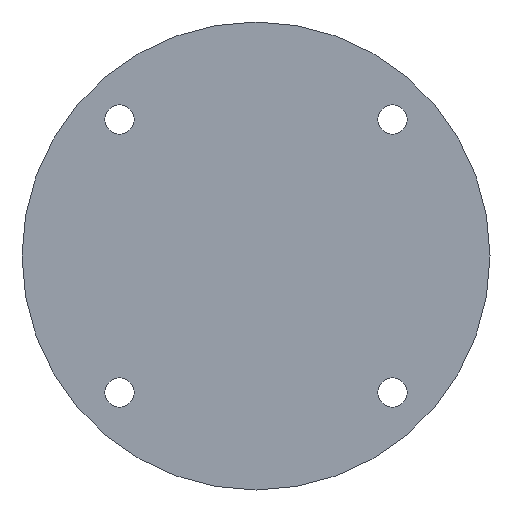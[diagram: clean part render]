
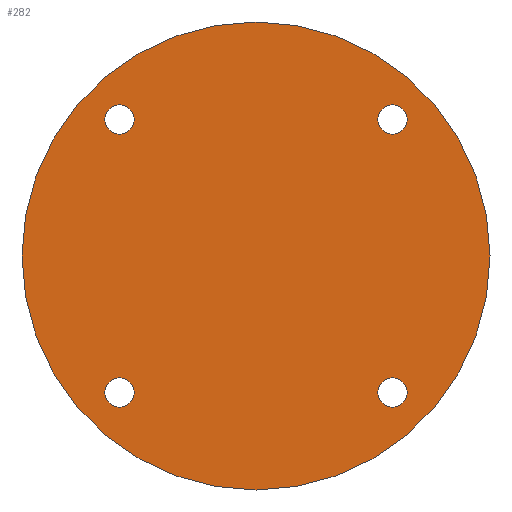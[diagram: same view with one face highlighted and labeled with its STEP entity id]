
A CAD part, front view. The second image highlights one B-rep face of the part: STEP entity #282.
In plain terms, the highlighted planar face has unit normal (0, -1, 0).
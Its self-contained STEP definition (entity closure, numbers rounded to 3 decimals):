
#2 = ORIENTED_EDGE ( 'NONE', *, *, #356, .F. ) ;
#7 = EDGE_CURVE ( 'NONE', #443, #619, #289, .T. ) ;
#15 = VERTEX_POINT ( 'NONE', #641 ) ;
#23 = AXIS2_PLACEMENT_3D ( 'NONE', #558, #460, #353 ) ;
#33 = FACE_BOUND ( 'NONE', #178, .T. ) ;
#35 = VERTEX_POINT ( 'NONE', #54 ) ;
#38 = EDGE_CURVE ( 'NONE', #585, #176, #394, .T. ) ;
#44 = DIRECTION ( 'NONE',  ( 0., -1., 0. ) ) ;
#49 = DIRECTION ( 'NONE',  ( 0., -1., 0. ) ) ;
#54 = CARTESIAN_POINT ( 'NONE',  ( -14., 0., 15.5 ) ) ;
#59 = ORIENTED_EDGE ( 'NONE', *, *, #553, .F. ) ;
#71 = ORIENTED_EDGE ( 'NONE', *, *, #514, .F. ) ;
#88 = PLANE ( 'NONE',  #406 ) ;
#90 = ORIENTED_EDGE ( 'NONE', *, *, #290, .F. ) ;
#104 = AXIS2_PLACEMENT_3D ( 'NONE', #467, #693, #488 ) ;
#116 = CARTESIAN_POINT ( 'NONE',  ( 14., 0., 14. ) ) ;
#124 = DIRECTION ( 'NONE',  ( 0., 1., 0. ) ) ;
#146 = CIRCLE ( 'NONE', #503, 1.5 ) ;
#147 = EDGE_CURVE ( 'NONE', #15, #329, #275, .T. ) ;
#164 = CIRCLE ( 'NONE', #23, 1.5 ) ;
#171 = DIRECTION ( 'NONE',  ( 0., 0., 1. ) ) ;
#176 = VERTEX_POINT ( 'NONE', #395 ) ;
#178 = EDGE_LOOP ( 'NONE', ( #288, #626 ) ) ;
#183 = CARTESIAN_POINT ( 'NONE',  ( -14., 0., -12.5 ) ) ;
#189 = DIRECTION ( 'NONE',  ( 0., 1., 0. ) ) ;
#198 = DIRECTION ( 'NONE',  ( 0., 0., -1. ) ) ;
#200 = DIRECTION ( 'NONE',  ( 0., 0., -1. ) ) ;
#217 = CARTESIAN_POINT ( 'NONE',  ( -14., 0., -14. ) ) ;
#229 = EDGE_CURVE ( 'NONE', #329, #15, #354, .T. ) ;
#243 = ORIENTED_EDGE ( 'NONE', *, *, #425, .F. ) ;
#248 = DIRECTION ( 'NONE',  ( 0., 0., -1. ) ) ;
#249 = CARTESIAN_POINT ( 'NONE',  ( 14., 0., 12.5 ) ) ;
#250 = DIRECTION ( 'NONE',  ( 0., 0., -1. ) ) ;
#253 = CARTESIAN_POINT ( 'NONE',  ( -14., 0., 14. ) ) ;
#274 = EDGE_LOOP ( 'NONE', ( #90, #59 ) ) ;
#275 = CIRCLE ( 'NONE', #686, 24. ) ;
#276 = CIRCLE ( 'NONE', #402, 1.5 ) ;
#281 = FACE_BOUND ( 'NONE', #508, .T. ) ;
#282 = ADVANCED_FACE ( 'NONE', ( #281, #295, #404, #33, #504 ), #88, .F. ) ;
#285 = VERTEX_POINT ( 'NONE', #455 ) ;
#288 = ORIENTED_EDGE ( 'NONE', *, *, #384, .F. ) ;
#289 = CIRCLE ( 'NONE', #669, 1.5 ) ;
#290 = EDGE_CURVE ( 'NONE', #447, #285, #164, .T. ) ;
#295 = FACE_OUTER_BOUND ( 'NONE', #649, .T. ) ;
#306 = DIRECTION ( 'NONE',  ( 0., -1., 0. ) ) ;
#312 = VERTEX_POINT ( 'NONE', #344 ) ;
#317 = AXIS2_PLACEMENT_3D ( 'NONE', #253, #578, #248 ) ;
#329 = VERTEX_POINT ( 'NONE', #684 ) ;
#338 = ORIENTED_EDGE ( 'NONE', *, *, #147, .F. ) ;
#344 = CARTESIAN_POINT ( 'NONE',  ( -14., 0., 12.5 ) ) ;
#347 = ORIENTED_EDGE ( 'NONE', *, *, #229, .F. ) ;
#352 = AXIS2_PLACEMENT_3D ( 'NONE', #375, #522, #250 ) ;
#353 = DIRECTION ( 'NONE',  ( 0., 0., -1. ) ) ;
#354 = CIRCLE ( 'NONE', #436, 24. ) ;
#356 = EDGE_CURVE ( 'NONE', #35, #312, #468, .T. ) ;
#357 = DIRECTION ( 'NONE',  ( 0., 0., -1. ) ) ;
#375 = CARTESIAN_POINT ( 'NONE',  ( 14., 0., 14. ) ) ;
#377 = CIRCLE ( 'NONE', #687, 1.5 ) ;
#384 = EDGE_CURVE ( 'NONE', #619, #443, #146, .T. ) ;
#385 = CARTESIAN_POINT ( 'NONE',  ( 0., 0., 0. ) ) ;
#394 = CIRCLE ( 'NONE', #352, 1.5 ) ;
#395 = CARTESIAN_POINT ( 'NONE',  ( 14., 0., 15.5 ) ) ;
#402 = AXIS2_PLACEMENT_3D ( 'NONE', #116, #306, #651 ) ;
#404 = FACE_BOUND ( 'NONE', #527, .T. ) ;
#406 = AXIS2_PLACEMENT_3D ( 'NONE', #680, #189, #688 ) ;
#410 = CARTESIAN_POINT ( 'NONE',  ( 14., 0., -15.5 ) ) ;
#412 = DIRECTION ( 'NONE',  ( 0., 0., 1. ) ) ;
#425 = EDGE_CURVE ( 'NONE', #312, #35, #635, .T. ) ;
#436 = AXIS2_PLACEMENT_3D ( 'NONE', #385, #604, #412 ) ;
#443 = VERTEX_POINT ( 'NONE', #183 ) ;
#447 = VERTEX_POINT ( 'NONE', #410 ) ;
#455 = CARTESIAN_POINT ( 'NONE',  ( 14., 0., -12.5 ) ) ;
#460 = DIRECTION ( 'NONE',  ( 0., -1., 0. ) ) ;
#461 = ORIENTED_EDGE ( 'NONE', *, *, #38, .F. ) ;
#467 = CARTESIAN_POINT ( 'NONE',  ( -14., 0., 14. ) ) ;
#468 = CIRCLE ( 'NONE', #104, 1.5 ) ;
#470 = DIRECTION ( 'NONE',  ( 0., -1., 0. ) ) ;
#488 = DIRECTION ( 'NONE',  ( 0., 0., -1. ) ) ;
#503 = AXIS2_PLACEMENT_3D ( 'NONE', #217, #44, #357 ) ;
#504 = FACE_BOUND ( 'NONE', #274, .T. ) ;
#508 = EDGE_LOOP ( 'NONE', ( #461, #71 ) ) ;
#514 = EDGE_CURVE ( 'NONE', #176, #585, #276, .T. ) ;
#522 = DIRECTION ( 'NONE',  ( 0., -1., 0. ) ) ;
#527 = EDGE_LOOP ( 'NONE', ( #243, #2 ) ) ;
#529 = CARTESIAN_POINT ( 'NONE',  ( 14., 0., -14. ) ) ;
#553 = EDGE_CURVE ( 'NONE', #285, #447, #377, .T. ) ;
#558 = CARTESIAN_POINT ( 'NONE',  ( 14., 0., -14. ) ) ;
#578 = DIRECTION ( 'NONE',  ( 0., -1., 0. ) ) ;
#585 = VERTEX_POINT ( 'NONE', #249 ) ;
#600 = CARTESIAN_POINT ( 'NONE',  ( -14., 0., -14. ) ) ;
#604 = DIRECTION ( 'NONE',  ( 0., 1., 0. ) ) ;
#607 = CARTESIAN_POINT ( 'NONE',  ( -14., 0., -15.5 ) ) ;
#619 = VERTEX_POINT ( 'NONE', #607 ) ;
#626 = ORIENTED_EDGE ( 'NONE', *, *, #7, .F. ) ;
#635 = CIRCLE ( 'NONE', #317, 1.5 ) ;
#641 = CARTESIAN_POINT ( 'NONE',  ( 0., 0., -24. ) ) ;
#649 = EDGE_LOOP ( 'NONE', ( #338, #347 ) ) ;
#651 = DIRECTION ( 'NONE',  ( 0., 0., -1. ) ) ;
#666 = CARTESIAN_POINT ( 'NONE',  ( 0., 0., 0. ) ) ;
#669 = AXIS2_PLACEMENT_3D ( 'NONE', #600, #49, #198 ) ;
#680 = CARTESIAN_POINT ( 'NONE',  ( 0., 0., 0. ) ) ;
#684 = CARTESIAN_POINT ( 'NONE',  ( 0., 0., 24. ) ) ;
#686 = AXIS2_PLACEMENT_3D ( 'NONE', #666, #124, #171 ) ;
#687 = AXIS2_PLACEMENT_3D ( 'NONE', #529, #470, #200 ) ;
#688 = DIRECTION ( 'NONE',  ( 0., 0., 1. ) ) ;
#693 = DIRECTION ( 'NONE',  ( 0., -1., 0. ) ) ;
